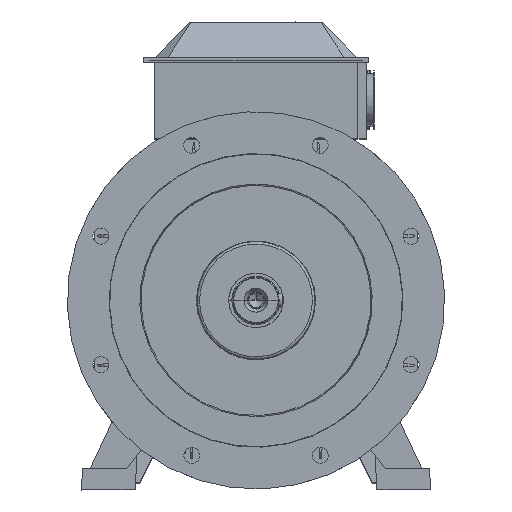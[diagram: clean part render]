
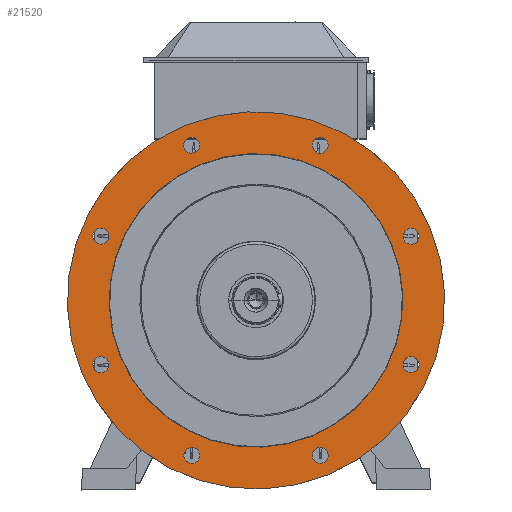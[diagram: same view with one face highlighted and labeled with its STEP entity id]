
A CAD part, top view. The second image highlights one B-rep face of the part: STEP entity #21520.
In plain terms, the highlighted planar face has unit normal (0, 0, 1).
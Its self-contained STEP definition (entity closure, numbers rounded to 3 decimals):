
#592=PLANE('',#45403);
#21520=ADVANCED_FACE('F3030',(#22543,#22544,#22545,#22546,#22547,#22548,
#22549,#22550,#22551,#22552),#592,.T.);
#22543=FACE_BOUND('',#23724,.T.);
#22544=FACE_BOUND('',#23725,.T.);
#22545=FACE_BOUND('',#23726,.T.);
#22546=FACE_BOUND('',#23727,.T.);
#22547=FACE_BOUND('',#23728,.T.);
#22548=FACE_BOUND('',#23729,.T.);
#22549=FACE_BOUND('',#23730,.T.);
#22550=FACE_BOUND('',#23731,.T.);
#22551=FACE_BOUND('',#23732,.T.);
#22552=FACE_BOUND('',#23733,.T.);
#23724=EDGE_LOOP('',(#28372));
#23725=EDGE_LOOP('',(#28373));
#23726=EDGE_LOOP('',(#28374));
#23727=EDGE_LOOP('',(#28375));
#23728=EDGE_LOOP('',(#28376));
#23729=EDGE_LOOP('',(#28377));
#23730=EDGE_LOOP('',(#28378));
#23731=EDGE_LOOP('',(#28379));
#23732=EDGE_LOOP('',(#28380));
#23733=EDGE_LOOP('',(#28381));
#28372=ORIENTED_EDGE('',*,*,#40300,.T.);
#28373=ORIENTED_EDGE('',*,*,#40270,.T.);
#28374=ORIENTED_EDGE('',*,*,#40273,.T.);
#28375=ORIENTED_EDGE('',*,*,#40276,.T.);
#28376=ORIENTED_EDGE('',*,*,#40279,.T.);
#28377=ORIENTED_EDGE('',*,*,#40282,.T.);
#28378=ORIENTED_EDGE('',*,*,#40285,.T.);
#28379=ORIENTED_EDGE('',*,*,#40288,.T.);
#28380=ORIENTED_EDGE('',*,*,#40256,.F.);
#28381=ORIENTED_EDGE('',*,*,#40267,.T.);
#34590=VERTEX_POINT('',#78531);
#34596=VERTEX_POINT('',#78554);
#34598=VERTEX_POINT('',#78560);
#34600=VERTEX_POINT('',#78566);
#34602=VERTEX_POINT('',#78572);
#34604=VERTEX_POINT('',#78578);
#34606=VERTEX_POINT('',#78584);
#34608=VERTEX_POINT('',#78590);
#34610=VERTEX_POINT('',#78596);
#34617=VERTEX_POINT('',#78685);
#40256=EDGE_CURVE('E1717',#34590,#34590,#43132,.T.);
#40267=EDGE_CURVE('E33',#34596,#34596,#43140,.T.);
#40270=EDGE_CURVE('E5050',#34598,#34598,#43142,.T.);
#40273=EDGE_CURVE('E5252',#34600,#34600,#43144,.T.);
#40276=EDGE_CURVE('E5454',#34602,#34602,#43146,.T.);
#40279=EDGE_CURVE('E5656',#34604,#34604,#43148,.T.);
#40282=EDGE_CURVE('E5858',#34606,#34606,#43150,.T.);
#40285=EDGE_CURVE('E6060',#34608,#34608,#43152,.T.);
#40288=EDGE_CURVE('E6262',#34610,#34610,#43154,.T.);
#40300=EDGE_CURVE('E2020',#34617,#34617,#43161,.T.);
#43132=CIRCLE('',#45355,175.);
#43140=CIRCLE('',#45369,9.5);
#43142=CIRCLE('',#45372,9.5);
#43144=CIRCLE('',#45375,9.5);
#43146=CIRCLE('',#45378,9.5);
#43148=CIRCLE('',#45381,9.5);
#43150=CIRCLE('',#45384,9.5);
#43152=CIRCLE('',#45387,9.5);
#43154=CIRCLE('',#45390,9.5);
#43161=CIRCLE('',#45401,224.843);
#45355=AXIS2_PLACEMENT_3D('',#78532,#51292,#51293);
#45369=AXIS2_PLACEMENT_3D('',#78556,#51323,#51324);
#45372=AXIS2_PLACEMENT_3D('',#78562,#51330,#51331);
#45375=AXIS2_PLACEMENT_3D('',#78568,#51337,#51338);
#45378=AXIS2_PLACEMENT_3D('',#78574,#51344,#51345);
#45381=AXIS2_PLACEMENT_3D('',#78580,#51351,#51352);
#45384=AXIS2_PLACEMENT_3D('',#78586,#51358,#51359);
#45387=AXIS2_PLACEMENT_3D('',#78592,#51365,#51366);
#45390=AXIS2_PLACEMENT_3D('',#78598,#51372,#51373);
#45401=AXIS2_PLACEMENT_3D('',#78686,#51396,#51397);
#45403=AXIS2_PLACEMENT_3D('',#78688,#51400,#51401);
#51292=DIRECTION('',(0.,0.,1.));
#51293=DIRECTION('',(1.,0.,0.));
#51323=DIRECTION('',(0.,0.,-1.));
#51324=DIRECTION('',(-1.,0.,0.));
#51330=DIRECTION('',(0.,0.,-1.));
#51331=DIRECTION('',(-1.,0.,0.));
#51337=DIRECTION('',(0.,0.,-1.));
#51338=DIRECTION('',(-1.,0.,0.));
#51344=DIRECTION('',(0.,0.,-1.));
#51345=DIRECTION('',(-1.,0.,0.));
#51351=DIRECTION('',(0.,0.,-1.));
#51352=DIRECTION('',(-1.,0.,0.));
#51358=DIRECTION('',(0.,0.,-1.));
#51359=DIRECTION('',(-1.,0.,0.));
#51365=DIRECTION('',(0.,0.,-1.));
#51366=DIRECTION('',(-1.,0.,0.));
#51372=DIRECTION('',(0.,0.,-1.));
#51373=DIRECTION('',(-1.,0.,0.));
#51396=DIRECTION('',(0.,0.,1.));
#51397=DIRECTION('',(1.,0.,0.));
#51400=DIRECTION('',(0.,0.,1.));
#51401=DIRECTION('',(-1.,0.,0.));
#78531=CARTESIAN_POINT('',(-161.679,-66.948,95.58));
#78532=CARTESIAN_POINT('',(0.,0.021,95.566));
#78554=CARTESIAN_POINT('',(-194.276,-76.515,95.582));
#78556=CARTESIAN_POINT('',(-184.776,-76.515,95.582));
#78560=CARTESIAN_POINT('',(-83.254,-191.472,95.608));
#78562=CARTESIAN_POINT('',(-76.537,-184.755,95.606));
#78566=CARTESIAN_POINT('',(76.536,-194.255,95.609));
#78568=CARTESIAN_POINT('',(76.536,-184.755,95.607));
#78572=CARTESIAN_POINT('',(191.493,-83.233,95.585));
#78574=CARTESIAN_POINT('',(184.776,-76.515,95.583));
#78578=CARTESIAN_POINT('',(194.276,76.558,95.549));
#78580=CARTESIAN_POINT('',(184.776,76.558,95.549));
#78584=CARTESIAN_POINT('',(83.254,191.515,95.523));
#78586=CARTESIAN_POINT('',(76.536,184.797,95.525));
#78590=CARTESIAN_POINT('',(-76.537,194.297,95.522));
#78592=CARTESIAN_POINT('',(-76.537,184.797,95.525));
#78596=CARTESIAN_POINT('',(-191.494,83.275,95.547));
#78598=CARTESIAN_POINT('',(-184.776,76.558,95.548));
#78685=CARTESIAN_POINT('',(-207.728,-86.022,95.584));
#78686=CARTESIAN_POINT('',(0.,0.021,95.566));
#78688=CARTESIAN_POINT('',(247.327,247.348,95.511));
